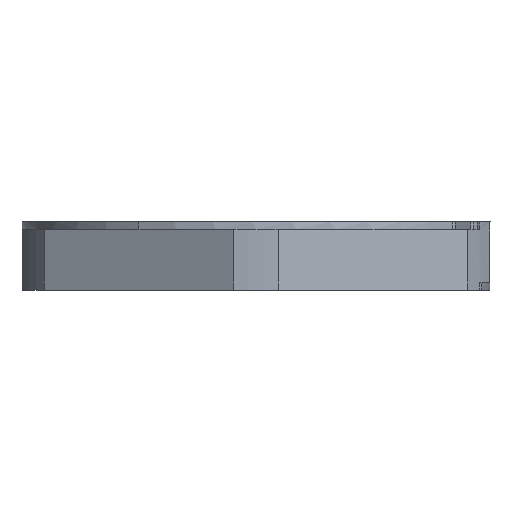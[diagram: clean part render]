
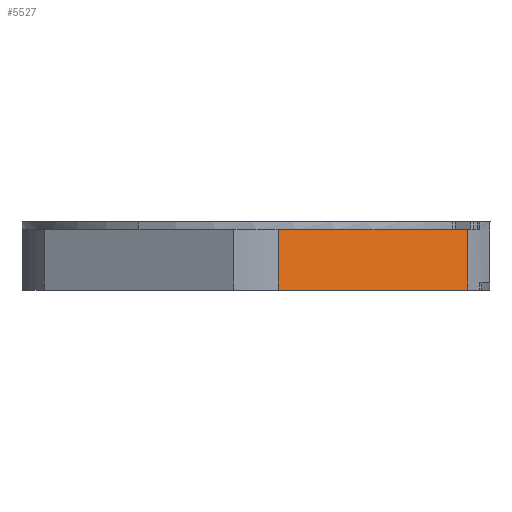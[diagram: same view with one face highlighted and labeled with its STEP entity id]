
A CAD part, front view. The second image highlights one B-rep face of the part: STEP entity #5527.
In plain terms, the highlighted planar face has unit normal (0.5, -0.866, 0).
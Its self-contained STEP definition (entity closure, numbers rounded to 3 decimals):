
#5501=AXIS2_PLACEMENT_3D('Plane Axis2P3D',#5498,#5499,#5500) ;
#2576=CARTESIAN_POINT('Vertex',(45.731,11.333,0.)) ;
#2579=CARTESIAN_POINT('Line Origine',(36.,5.715,0.)) ;
#2583=CARTESIAN_POINT('Vertex',(26.269,0.097,0.)) ;
#4443=CARTESIAN_POINT('Vertex',(36.,5.715,6.25)) ;
#4595=CARTESIAN_POINT('Vertex',(45.731,11.333,6.25)) ;
#4598=CARTESIAN_POINT('Line Origine',(45.731,11.333,0.)) ;
#5498=CARTESIAN_POINT('Axis2P3D Location',(45.731,11.333,0.)) ;
#5503=CARTESIAN_POINT('Line Origine',(31.135,2.906,6.25)) ;
#5507=CARTESIAN_POINT('Vertex',(26.269,0.097,6.25)) ;
#5510=CARTESIAN_POINT('Line Origine',(26.269,0.097,3.125)) ;
#5515=CARTESIAN_POINT('Line Origine',(40.865,8.524,6.25)) ;
#2580=DIRECTION('Vector Direction',(-0.866,-0.5,0.)) ;
#4599=DIRECTION('Vector Direction',(0.,0.,1.)) ;
#5499=DIRECTION('Axis2P3D Direction',(-0.5,0.866,0.)) ;
#5500=DIRECTION('Axis2P3D XDirection',(-0.866,-0.5,0.)) ;
#5504=DIRECTION('Vector Direction',(0.866,0.5,0.)) ;
#5511=DIRECTION('Vector Direction',(0.,0.,1.)) ;
#5516=DIRECTION('Vector Direction',(0.866,0.5,0.)) ;
#2581=VECTOR('Line Direction',#2580,1.) ;
#4600=VECTOR('Line Direction',#4599,1.) ;
#5505=VECTOR('Line Direction',#5504,1.) ;
#5512=VECTOR('Line Direction',#5511,1.) ;
#5517=VECTOR('Line Direction',#5516,1.) ;
#5521=ORIENTED_EDGE('',*,*,#5509,.F.) ;
#5522=ORIENTED_EDGE('',*,*,#5514,.F.) ;
#5523=ORIENTED_EDGE('',*,*,#2585,.F.) ;
#5524=ORIENTED_EDGE('',*,*,#4602,.F.) ;
#5525=ORIENTED_EDGE('',*,*,#5519,.F.) ;
#5527=ADVANCED_FACE('Vereinigen1',(#5526),#5502,.F.) ;
#2585=EDGE_CURVE('',#2577,#2584,#2582,.T.) ;
#4602=EDGE_CURVE('',#4596,#2577,#4601,.F.) ;
#5509=EDGE_CURVE('',#5508,#4444,#5506,.T.) ;
#5514=EDGE_CURVE('',#2584,#5508,#5513,.T.) ;
#5519=EDGE_CURVE('',#4444,#4596,#5518,.T.) ;
#5520=EDGE_LOOP('',(#5521,#5522,#5523,#5524,#5525)) ;
#5526=FACE_OUTER_BOUND('',#5520,.T.) ;
#2582=LINE('Line',#2579,#2581) ;
#4601=LINE('Line',#4598,#4600) ;
#5506=LINE('Line',#5503,#5505) ;
#5513=LINE('Line',#5510,#5512) ;
#5518=LINE('Line',#5515,#5517) ;
#5502=PLANE('',#5501) ;
#2577=VERTEX_POINT('',#2576) ;
#2584=VERTEX_POINT('',#2583) ;
#4444=VERTEX_POINT('',#4443) ;
#4596=VERTEX_POINT('',#4595) ;
#5508=VERTEX_POINT('',#5507) ;
